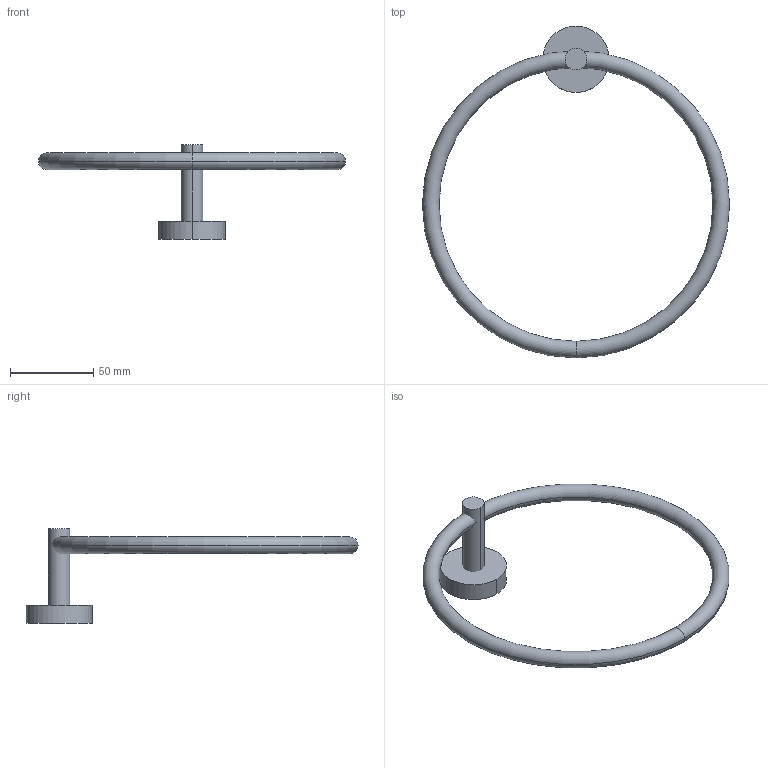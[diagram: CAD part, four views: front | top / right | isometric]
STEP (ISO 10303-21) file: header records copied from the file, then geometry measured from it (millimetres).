
FILE_DESCRIPTION (( 'STEP AP203' ), '1' );
FILE_NAME ('83200979-00.STEP', '2018-07-04T05:55:31', ( '' ), ( '' ), 'SwSTEP 2.0', 'SolidWorks 2017', '' );
FILE_SCHEMA (( 'CONFIG_CONTROL_DESIGN' ));
Length unit declared in the file: millimetre
Products named in the file (4): Planungsmodell_Rohr_gerade-+-28.568.780-10_ _K73_40x11; Planungsmodell_Rohr_gerade-+-28.568.780-10_ _K76_13x57; 83200979-00; Planungsmodell_Ring-+-83.200.930-01_ _K1_10x175
Assembly tree (3 placements, depth 2):
  83200979-00
    Planungsmodell_Rohr_gerade-+-28.568.780-10_ _K73_40x11
    Planungsmodell_Rohr_gerade-+-28.568.780-10_ _K76_13x57
    Planungsmodell_Ring-+-83.200.930-01_ _K1_10x175
Bounding box: 185 x 200 x 57 mm (x, y, z)
Volume: 64568.3 mm3; surface area: 23760.8 mm2
Topology: 3 solids, 3 shells, 12 faces, 20 edges, 12 vertices
Faces by surface type: cylinder 4, plane 4, torus 4
Entity records: 706 total; most frequent: DIRECTION 72, CARTESIAN_POINT 50, ORIENTED_EDGE 40, PERSON_AND_ORGANIZATION 35, AXIS2_PLACEMENT_3D 34, LOCAL_TIME 26, COORDINATED_UNIVERSAL_TIME_OFFSET 26, DATE_AND_TIME 26
